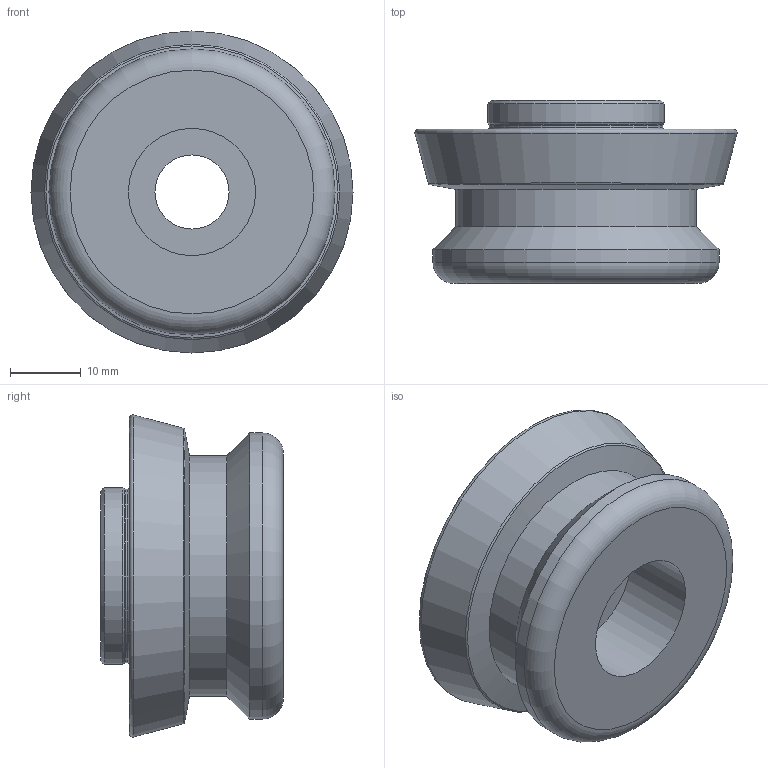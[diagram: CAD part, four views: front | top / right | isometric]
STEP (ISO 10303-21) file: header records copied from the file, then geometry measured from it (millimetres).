
FILE_DESCRIPTION(/* description */ (''),/* implementation_level */ '2;1');
FILE_NAME(/* name */ 'CEP-135-FIX.stp',/* time_stamp */ '2024-10-21T22:14:51+02:00',/* author */ ('Admin'),/* organization */ (''),/* preprocessor_version */ 'ST-DEVELOPER v20',/* originating_system */ 'Autodesk Inventor 2025',/* authorisation */ '');
FILE_SCHEMA (('CONFIG_CONTROL_DESIGN'));
Length unit declared in the file: millimetre
Products named in the file (1): CEP_2016-01-0007
Bounding box: 45.58 x 25.9 x 45.58 mm (x, y, z)
Volume: 24675.1 mm3; surface area: 7245 mm2
Topology: 1 solids, 1 shells, 24 faces, 52 edges, 33 vertices
Faces by surface type: cone 7, torus 6, cylinder 6, plane 5
Full cylindrical faces by diameter (mm): 10.5 x1, 18 x1, 24.6 x1, 25 x1, 34 x1, 40.5 x1
Entity records: 736 total; most frequent: DIRECTION 141, CARTESIAN_POINT 110, ORIENTED_EDGE 104, AXIS2_PLACEMENT_3D 64, EDGE_CURVE 52, CIRCLE 39, VERTEX_POINT 33, EDGE_LOOP 29
